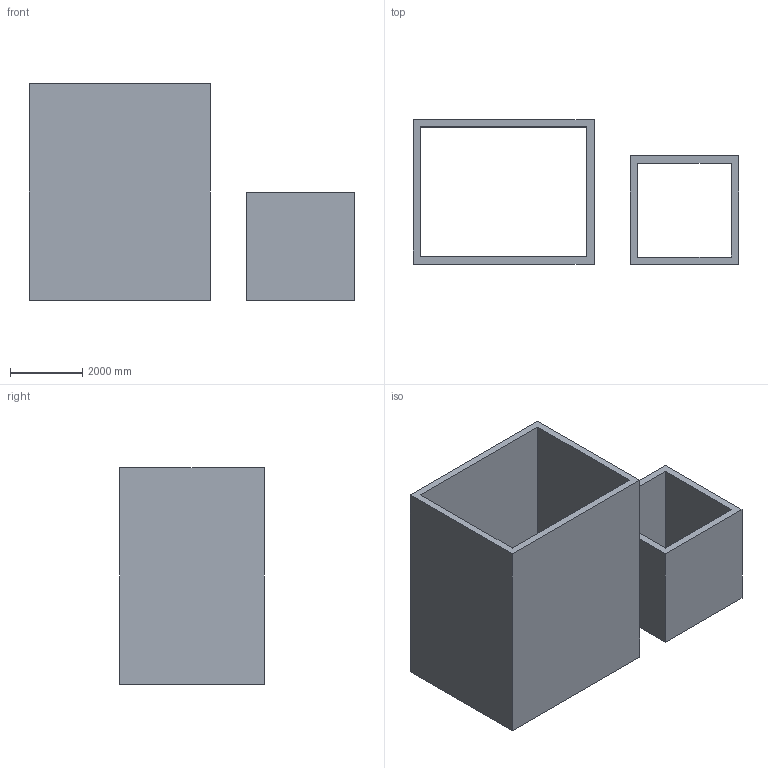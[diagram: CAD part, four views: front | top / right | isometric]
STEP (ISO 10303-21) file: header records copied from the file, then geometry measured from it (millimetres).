
FILE_DESCRIPTION(('Open CASCADE Model'),'2;1');
FILE_NAME('Open CASCADE Shape Model','2025-11-25T20:10:02',('Author'),( 'Open CASCADE'),'Open CASCADE STEP processor 7.8','Open CASCADE 7.8' ,'Unknown');
FILE_SCHEMA(('AUTOMOTIVE_DESIGN { 1 0 10303 214 1 1 1 1 }'));
Length unit declared in the file: millimetre
Products named in the file (3): Open CASCADE STEP translator 7.8 27; Open CASCADE STEP translator 7.8 27.1; Open CASCADE STEP translator 7.8 27.2
Assembly tree (2 placements, depth 2):
  Open CASCADE STEP translator 7.8 27
    Open CASCADE STEP translator 7.8 27.1
    Open CASCADE STEP translator 7.8 27.2
Bounding box: 9000 x 4000 x 6000 mm (x, y, z)
Volume: 27360000000 mm3; surface area: 284960000 mm2
Topology: 2 solids, 2 shells, 20 faces, 48 edges, 32 vertices
Faces by surface type: plane 20
Entity records: 1248 total; most frequent: CARTESIAN_POINT 199, DIRECTION 190, LINE 144, VECTOR 144, ORIENTED_EDGE 96, PCURVE 96, DEFINITIONAL_REPRESENTATION 96, EDGE_CURVE 48
